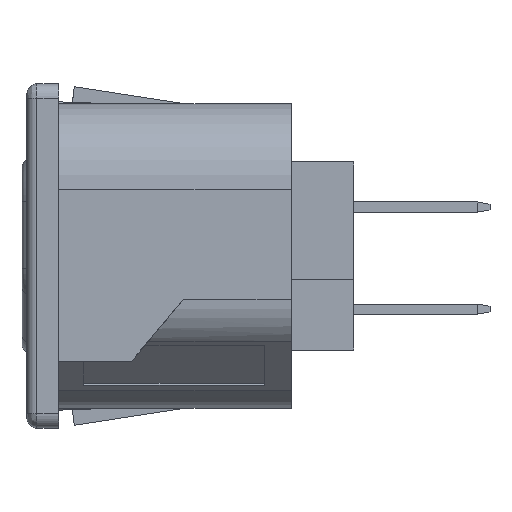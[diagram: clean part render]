
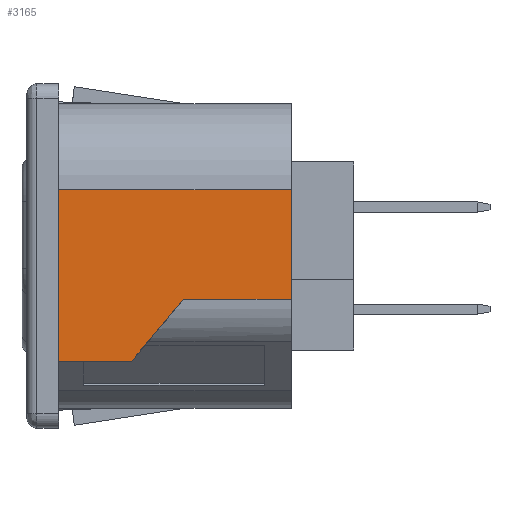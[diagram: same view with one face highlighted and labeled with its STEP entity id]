
A CAD part, left-side view. The second image highlights one B-rep face of the part: STEP entity #3165.
In plain terms, the highlighted planar face has unit normal (-1, 0, 0).
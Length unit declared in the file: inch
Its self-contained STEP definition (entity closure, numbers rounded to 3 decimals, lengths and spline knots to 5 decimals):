
#152 = VECTOR ( 'NONE', #10881, 39.37008 ) ;
#242 = EDGE_CURVE ( 'NONE', #6308, #12473, #9923, .T. ) ;
#257 = DIRECTION ( 'NONE',  ( 0., 0., 1. ) ) ;
#703 = VERTEX_POINT ( 'NONE', #1998 ) ;
#867 = CARTESIAN_POINT ( 'NONE',  ( -0.62795, 0., 0.20787 ) ) ;
#961 = VERTEX_POINT ( 'NONE', #6053 ) ;
#1319 = LINE ( 'NONE', #4623, #8358 ) ;
#1363 = DIRECTION ( 'NONE',  ( 0., 1., 0. ) ) ;
#1595 = EDGE_CURVE ( 'NONE', #9205, #961, #10807, .T. ) ;
#1998 = CARTESIAN_POINT ( 'NONE',  ( -0.62795, -0.73268, -0.13671 ) ) ;
#2106 = EDGE_CURVE ( 'NONE', #5860, #12473, #13425, .T. ) ;
#2219 = FACE_OUTER_BOUND ( 'NONE', #7828, .T. ) ;
#2613 = ORIENTED_EDGE ( 'NONE', *, *, #11136, .F. ) ;
#2637 = CARTESIAN_POINT ( 'NONE',  ( -0.62795, 0., -0.331 ) ) ;
#3116 = VECTOR ( 'NONE', #5466, 39.37008 ) ;
#3165 = ADVANCED_FACE ( 'NONE', ( #2219 ), #6715, .T. ) ;
#3223 = ORIENTED_EDGE ( 'NONE', *, *, #1595, .F. ) ;
#3251 = EDGE_CURVE ( 'NONE', #703, #6308, #11831, .T. ) ;
#3330 = VECTOR ( 'NONE', #12054, 39.37008 ) ;
#3402 = ORIENTED_EDGE ( 'NONE', *, *, #242, .T. ) ;
#3670 = CARTESIAN_POINT ( 'NONE',  ( -0.62795, -0.39303, -0.13671 ) ) ;
#4088 = ORIENTED_EDGE ( 'NONE', *, *, #9575, .F. ) ;
#4217 = CARTESIAN_POINT ( 'NONE',  ( -0.62795, -0.73268, -0.13671 ) ) ;
#4482 = DIRECTION ( 'NONE',  ( 0., 1., 0. ) ) ;
#4593 = CARTESIAN_POINT ( 'NONE',  ( -0.62795, -0.73268, 0.20787 ) ) ;
#4623 = CARTESIAN_POINT ( 'NONE',  ( -0.62795, -0.23, -0.331 ) ) ;
#5412 = ORIENTED_EDGE ( 'NONE', *, *, #2106, .F. ) ;
#5466 = DIRECTION ( 'NONE',  ( 0., 0., 1. ) ) ;
#5860 = VERTEX_POINT ( 'NONE', #6177 ) ;
#6053 = CARTESIAN_POINT ( 'NONE',  ( -0.62795, -0.23, -0.331 ) ) ;
#6177 = CARTESIAN_POINT ( 'NONE',  ( -0.62795, 0., -0.331 ) ) ;
#6221 = CARTESIAN_POINT ( 'NONE',  ( -0.62795, -0.73268, 0.20787 ) ) ;
#6308 = VERTEX_POINT ( 'NONE', #6221 ) ;
#6515 = CARTESIAN_POINT ( 'NONE',  ( -0.62795, -0.73268, -0.13671 ) ) ;
#6586 = DIRECTION ( 'NONE',  ( -1., 0., 0. ) ) ;
#6715 = PLANE ( 'NONE',  #13197 ) ;
#7725 = VECTOR ( 'NONE', #10990, 39.37008 ) ;
#7828 = EDGE_LOOP ( 'NONE', ( #12828, #3402, #5412, #2613, #3223, #4088 ) ) ;
#8358 = VECTOR ( 'NONE', #4482, 39.37008 ) ;
#9205 = VERTEX_POINT ( 'NONE', #3670 ) ;
#9575 = EDGE_CURVE ( 'NONE', #703, #9205, #10599, .T. ) ;
#9871 = CARTESIAN_POINT ( 'NONE',  ( -0.62795, -0.73268, -0.13671 ) ) ;
#9923 = LINE ( 'NONE', #4593, #12362 ) ;
#10599 = LINE ( 'NONE', #4217, #152 ) ;
#10807 = LINE ( 'NONE', #10874, #3330 ) ;
#10874 = CARTESIAN_POINT ( 'NONE',  ( -0.62795, -0.39303, -0.13671 ) ) ;
#10881 = DIRECTION ( 'NONE',  ( 0., 1., 0. ) ) ;
#10990 = DIRECTION ( 'NONE',  ( 0., 0., 1. ) ) ;
#11136 = EDGE_CURVE ( 'NONE', #961, #5860, #1319, .T. ) ;
#11831 = LINE ( 'NONE', #6515, #3116 ) ;
#12054 = DIRECTION ( 'NONE',  ( 0., 0.643, -0.766 ) ) ;
#12362 = VECTOR ( 'NONE', #1363, 39.37008 ) ;
#12473 = VERTEX_POINT ( 'NONE', #867 ) ;
#12828 = ORIENTED_EDGE ( 'NONE', *, *, #3251, .T. ) ;
#13197 = AXIS2_PLACEMENT_3D ( 'NONE', #9871, #6586, #257 ) ;
#13425 = LINE ( 'NONE', #2637, #7725 ) ;
